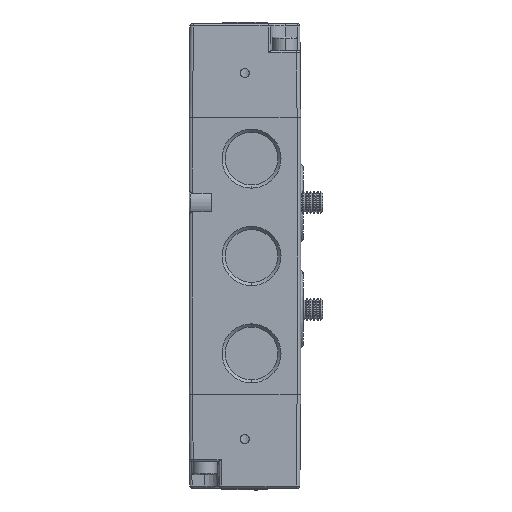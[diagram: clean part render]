
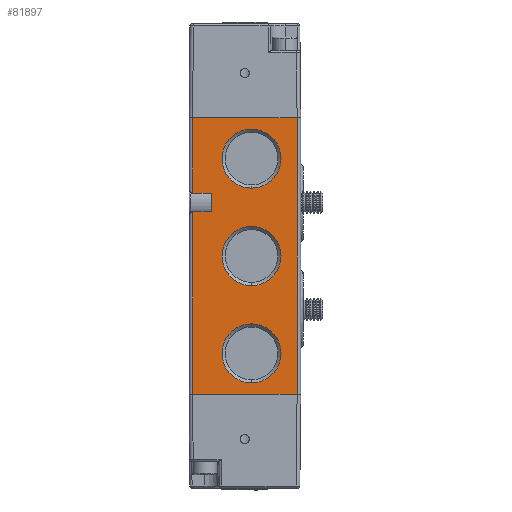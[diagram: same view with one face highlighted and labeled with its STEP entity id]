
A CAD part, front view. The second image highlights one B-rep face of the part: STEP entity #81897.
In plain terms, the highlighted planar face has unit normal (0, -1, 0).
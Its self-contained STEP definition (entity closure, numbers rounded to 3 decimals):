
#638 = DIRECTION ( 'NONE',  ( 0., -1., 0. ) ) ;
#1962 = CIRCLE ( 'NONE', #21696, 6.603 ) ;
#2893 = VECTOR ( 'NONE', #89567, 1000. ) ;
#3688 = DIRECTION ( 'NONE',  ( 0., 1., 0. ) ) ;
#4229 = EDGE_LOOP ( 'NONE', ( #57045, #93216 ) ) ;
#4893 = CARTESIAN_POINT ( 'NONE',  ( 48.107, 26.647, 31.575 ) ) ;
#5522 = VECTOR ( 'NONE', #81934, 1000. ) ;
#6157 = FACE_BOUND ( 'NONE', #58309, .T. ) ;
#8069 = CARTESIAN_POINT ( 'NONE',  ( 48.107, 26.647, 75.175 ) ) ;
#8610 = CARTESIAN_POINT ( 'NONE',  ( 34.907, 26.647, 77.772 ) ) ;
#9847 = DIRECTION ( 'NONE',  ( 0., -1., 0. ) ) ;
#10033 = VERTEX_POINT ( 'NONE', #68226 ) ;
#10612 = PLANE ( 'NONE',  #39940 ) ;
#10845 = VECTOR ( 'NONE', #84635, 1000. ) ;
#12639 = ORIENTED_EDGE ( 'NONE', *, *, #92384, .F. ) ;
#12862 = CARTESIAN_POINT ( 'NONE',  ( 34.907, 26.647, 56.71 ) ) ;
#13076 = VECTOR ( 'NONE', #70729, 1000. ) ;
#14189 = VERTEX_POINT ( 'NONE', #4893 ) ;
#14831 = CARTESIAN_POINT ( 'NONE',  ( 58.307, 26.647, 15.772 ) ) ;
#15564 = VERTEX_POINT ( 'NONE', #8069 ) ;
#15712 = EDGE_CURVE ( 'NONE', #35496, #37910, #47604, .T. ) ;
#16870 = EDGE_CURVE ( 'NONE', #53677, #60965, #87849, .T. ) ;
#16901 = CARTESIAN_POINT ( 'NONE',  ( 34.107, 26.647, 77.772 ) ) ;
#17166 = DIRECTION ( 'NONE',  ( 0., -1., 0. ) ) ;
#17760 = CARTESIAN_POINT ( 'NONE',  ( 34.107, 26.647, 56.71 ) ) ;
#19554 = VERTEX_POINT ( 'NONE', #26587 ) ;
#19781 = EDGE_CURVE ( 'NONE', #15564, #69100, #51914, .T. ) ;
#20090 = ORIENTED_EDGE ( 'NONE', *, *, #15712, .T. ) ;
#20700 = EDGE_CURVE ( 'NONE', #19554, #24365, #70913, .T. ) ;
#20826 = FACE_BOUND ( 'NONE', #20864, .T. ) ;
#20864 = EDGE_LOOP ( 'NONE', ( #91507, #41826 ) ) ;
#21696 = AXIS2_PLACEMENT_3D ( 'NONE', #71834, #28411, #79108 ) ;
#21858 = EDGE_CURVE ( 'NONE', #10033, #34992, #55952, .T. ) ;
#22494 = ORIENTED_EDGE ( 'NONE', *, *, #66832, .T. ) ;
#22839 = LINE ( 'NONE', #76790, #39929 ) ;
#23077 = FACE_OUTER_BOUND ( 'NONE', #29727, .T. ) ;
#23660 = ORIENTED_EDGE ( 'NONE', *, *, #35176, .F. ) ;
#24132 = EDGE_CURVE ( 'NONE', #29593, #37910, #80273, .T. ) ;
#24335 = LINE ( 'NONE', #17760, #2893 ) ;
#24365 = VERTEX_POINT ( 'NONE', #12862 ) ;
#26587 = CARTESIAN_POINT ( 'NONE',  ( 34.907, 26.647, 15.772 ) ) ;
#26851 = CARTESIAN_POINT ( 'NONE',  ( 48.107, 26.647, 40.168 ) ) ;
#27385 = CARTESIAN_POINT ( 'NONE',  ( 48.107, 26.647, 68.572 ) ) ;
#28357 = CARTESIAN_POINT ( 'NONE',  ( 34.107, 26.647, 60.833 ) ) ;
#28411 = DIRECTION ( 'NONE',  ( 0., -1., 0. ) ) ;
#28698 = ORIENTED_EDGE ( 'NONE', *, *, #60128, .F. ) ;
#29093 = LINE ( 'NONE', #28357, #55219 ) ;
#29593 = VERTEX_POINT ( 'NONE', #44015 ) ;
#29727 = EDGE_LOOP ( 'NONE', ( #70249, #44050, #22494, #23660, #20090, #45669, #84071, #41908 ) ) ;
#31216 = CARTESIAN_POINT ( 'NONE',  ( 34.907, 26.647, 77.772 ) ) ;
#34667 = DIRECTION ( 'NONE',  ( 0., 0., -1. ) ) ;
#34992 = VERTEX_POINT ( 'NONE', #44523 ) ;
#35176 = EDGE_CURVE ( 'NONE', #35496, #92805, #22839, .T. ) ;
#35496 = VERTEX_POINT ( 'NONE', #60524 ) ;
#35604 = EDGE_CURVE ( 'NONE', #60965, #53677, #69178, .T. ) ;
#36684 = VECTOR ( 'NONE', #55977, 1000. ) ;
#37910 = VERTEX_POINT ( 'NONE', #8610 ) ;
#38119 = EDGE_CURVE ( 'NONE', #10033, #24365, #24335, .T. ) ;
#39325 = EDGE_CURVE ( 'NONE', #29593, #34992, #29093, .T. ) ;
#39922 = CIRCLE ( 'NONE', #93648, 6.603 ) ;
#39929 = VECTOR ( 'NONE', #83721, 1000. ) ;
#39940 = AXIS2_PLACEMENT_3D ( 'NONE', #47028, #3688, #54301 ) ;
#40143 = FACE_BOUND ( 'NONE', #4229, .T. ) ;
#40276 = CARTESIAN_POINT ( 'NONE',  ( 48.107, 26.647, 46.772 ) ) ;
#40802 = CIRCLE ( 'NONE', #65177, 6.603 ) ;
#41826 = ORIENTED_EDGE ( 'NONE', *, *, #16870, .F. ) ;
#41908 = ORIENTED_EDGE ( 'NONE', *, *, #21858, .F. ) ;
#44015 = CARTESIAN_POINT ( 'NONE',  ( 34.907, 26.647, 60.833 ) ) ;
#44022 = CARTESIAN_POINT ( 'NONE',  ( 48.107, 26.647, 68.572 ) ) ;
#44050 = ORIENTED_EDGE ( 'NONE', *, *, #20700, .F. ) ;
#44523 = CARTESIAN_POINT ( 'NONE',  ( 39.107, 26.647, 60.833 ) ) ;
#45669 = ORIENTED_EDGE ( 'NONE', *, *, #24132, .F. ) ;
#47028 = CARTESIAN_POINT ( 'NONE',  ( 34.107, 26.647, 15.772 ) ) ;
#47558 = DIRECTION ( 'NONE',  ( 0., 0., -1. ) ) ;
#47604 = LINE ( 'NONE', #16901, #66862 ) ;
#51280 = DIRECTION ( 'NONE',  ( 0., 0., -1. ) ) ;
#51914 = CIRCLE ( 'NONE', #88224, 6.603 ) ;
#53206 = CARTESIAN_POINT ( 'NONE',  ( 48.107, 26.647, 24.972 ) ) ;
#53677 = VERTEX_POINT ( 'NONE', #68516 ) ;
#54301 = DIRECTION ( 'NONE',  ( 0., 0., 1. ) ) ;
#55219 = VECTOR ( 'NONE', #79065, 1000. ) ;
#55952 = LINE ( 'NONE', #63240, #36684 ) ;
#55977 = DIRECTION ( 'NONE',  ( 0., 0., 1. ) ) ;
#56167 = CARTESIAN_POINT ( 'NONE',  ( 34.907, 26.647, 77.772 ) ) ;
#57045 = ORIENTED_EDGE ( 'NONE', *, *, #58121, .F. ) ;
#58121 = EDGE_CURVE ( 'NONE', #69100, #15564, #39922, .T. ) ;
#58309 = EDGE_LOOP ( 'NONE', ( #28698, #12639 ) ) ;
#59949 = VERTEX_POINT ( 'NONE', #91087 ) ;
#60128 = EDGE_CURVE ( 'NONE', #59949, #14189, #1962, .T. ) ;
#60150 = AXIS2_PLACEMENT_3D ( 'NONE', #60526, #17166, #67852 ) ;
#60255 = DIRECTION ( 'NONE',  ( -1., 0., 0. ) ) ;
#60482 = DIRECTION ( 'NONE',  ( 0., 0., -1. ) ) ;
#60524 = CARTESIAN_POINT ( 'NONE',  ( 58.307, 26.647, 77.772 ) ) ;
#60526 = CARTESIAN_POINT ( 'NONE',  ( 48.107, 26.647, 46.772 ) ) ;
#60965 = VERTEX_POINT ( 'NONE', #26851 ) ;
#63240 = CARTESIAN_POINT ( 'NONE',  ( 39.107, 26.647, 15.772 ) ) ;
#65177 = AXIS2_PLACEMENT_3D ( 'NONE', #53206, #9847, #60482 ) ;
#66832 = EDGE_CURVE ( 'NONE', #19554, #92805, #68639, .T. ) ;
#66862 = VECTOR ( 'NONE', #60255, 1000. ) ;
#67852 = DIRECTION ( 'NONE',  ( 0., 0., -1. ) ) ;
#68226 = CARTESIAN_POINT ( 'NONE',  ( 39.107, 26.647, 56.71 ) ) ;
#68516 = CARTESIAN_POINT ( 'NONE',  ( 48.107, 26.647, 53.375 ) ) ;
#68639 = LINE ( 'NONE', #70170, #10845 ) ;
#69100 = VERTEX_POINT ( 'NONE', #73376 ) ;
#69178 = CIRCLE ( 'NONE', #69435, 6.603 ) ;
#69435 = AXIS2_PLACEMENT_3D ( 'NONE', #40276, #90847, #47558 ) ;
#70170 = CARTESIAN_POINT ( 'NONE',  ( 34.107, 26.647, 15.772 ) ) ;
#70249 = ORIENTED_EDGE ( 'NONE', *, *, #38119, .T. ) ;
#70729 = DIRECTION ( 'NONE',  ( 0., 0., 1. ) ) ;
#70913 = LINE ( 'NONE', #56167, #13076 ) ;
#71834 = CARTESIAN_POINT ( 'NONE',  ( 48.107, 26.647, 24.972 ) ) ;
#73376 = CARTESIAN_POINT ( 'NONE',  ( 48.107, 26.647, 61.968 ) ) ;
#76790 = CARTESIAN_POINT ( 'NONE',  ( 58.307, 26.647, 15.772 ) ) ;
#78106 = DIRECTION ( 'NONE',  ( 0., -1., 0. ) ) ;
#79065 = DIRECTION ( 'NONE',  ( 1., 0., 0. ) ) ;
#79108 = DIRECTION ( 'NONE',  ( 0., 0., -1. ) ) ;
#80273 = LINE ( 'NONE', #31216, #5522 ) ;
#81897 = ADVANCED_FACE ( 'NONE', ( #23077, #40143, #6157, #20826 ), #10612, .F. ) ;
#81934 = DIRECTION ( 'NONE',  ( 0., 0., 1. ) ) ;
#83721 = DIRECTION ( 'NONE',  ( 0., 0., -1. ) ) ;
#84071 = ORIENTED_EDGE ( 'NONE', *, *, #39325, .T. ) ;
#84635 = DIRECTION ( 'NONE',  ( 1., 0., 0. ) ) ;
#87849 = CIRCLE ( 'NONE', #60150, 6.603 ) ;
#88224 = AXIS2_PLACEMENT_3D ( 'NONE', #44022, #638, #51280 ) ;
#89567 = DIRECTION ( 'NONE',  ( -1., 0., 0. ) ) ;
#90847 = DIRECTION ( 'NONE',  ( 0., -1., 0. ) ) ;
#91087 = CARTESIAN_POINT ( 'NONE',  ( 48.107, 26.647, 18.368 ) ) ;
#91507 = ORIENTED_EDGE ( 'NONE', *, *, #35604, .F. ) ;
#92384 = EDGE_CURVE ( 'NONE', #14189, #59949, #40802, .T. ) ;
#92805 = VERTEX_POINT ( 'NONE', #14831 ) ;
#93216 = ORIENTED_EDGE ( 'NONE', *, *, #19781, .F. ) ;
#93648 = AXIS2_PLACEMENT_3D ( 'NONE', #27385, #78106, #34667 ) ;
